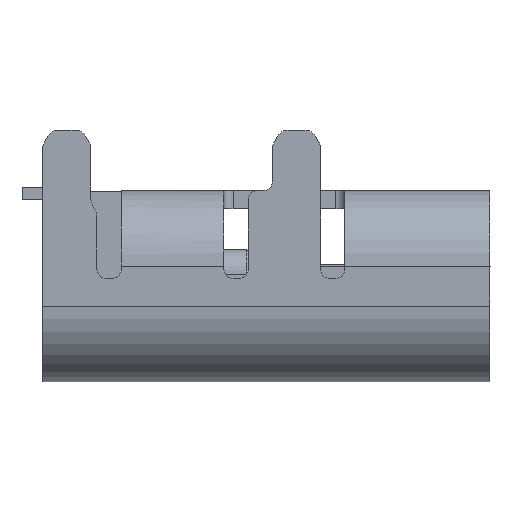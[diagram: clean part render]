
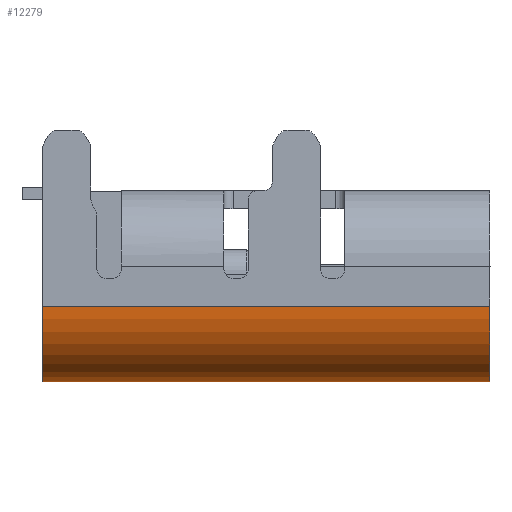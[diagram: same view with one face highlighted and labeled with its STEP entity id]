
A CAD part, left-side view. The second image highlights one B-rep face of the part: STEP entity #12279.
In plain terms, the highlighted cylindrical face has radius 1.25 mm (diameter 2.5 mm), a partial arc.
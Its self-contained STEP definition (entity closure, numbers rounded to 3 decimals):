
#468=DIRECTION('',(0.,-1.,0.));
#469=VECTOR('',#468,7.4);
#470=CARTESIAN_POINT('',(-8.515,-5.1,9.54));
#471=LINE('',#470,#469);
#472=DIRECTION('',(0.,1.,0.));
#473=VECTOR('',#472,7.4);
#474=CARTESIAN_POINT('',(-7.265,-12.5,8.29));
#475=LINE('',#474,#473);
#3268=CARTESIAN_POINT('',(-7.265,-12.5,
9.54));
#3269=DIRECTION('',(0.,1.,0.));
#3270=DIRECTION('',(0.,0.,-1.));
#3271=AXIS2_PLACEMENT_3D('',#3268,#3269,#3270);
#4234=CARTESIAN_POINT('',(-7.265,-5.1,
9.54));
#4235=DIRECTION('',(0.,-1.,0.));
#4236=DIRECTION('',(-1.,0.,0.));
#4237=AXIS2_PLACEMENT_3D('',#4234,#4235,#4236);
#10581=CARTESIAN_POINT('',(-7.265,-12.5,
8.29));
#10582=CARTESIAN_POINT('',(-7.265,-5.1,
8.29));
#10583=VERTEX_POINT('',#10581);
#10584=VERTEX_POINT('',#10582);
#10629=CARTESIAN_POINT('',(-8.515,-5.1,
9.54));
#10630=CARTESIAN_POINT('',(-8.515,-12.5,
9.54));
#10631=VERTEX_POINT('',#10629);
#10632=VERTEX_POINT('',#10630);
#12265=CARTESIAN_POINT('',(-7.265,6056930.091,
9.54));
#12266=DIRECTION('',(0.,-1.,0.));
#12267=DIRECTION('',(1.,0.,0.));
#12268=AXIS2_PLACEMENT_3D('',#12265,#12266,#12267);
#12269=CYLINDRICAL_SURFACE('',#12268,1.25);
#12271=ORIENTED_EDGE('',*,*,#12270,.T.);
#12273=ORIENTED_EDGE('',*,*,#12272,.F.);
#12274=ORIENTED_EDGE('',*,*,#12194,.T.);
#12276=ORIENTED_EDGE('',*,*,#12275,.F.);
#12277=EDGE_LOOP('',(#12271,#12273,#12274,#12276));
#12278=FACE_OUTER_BOUND('',#12277,.F.);
#3272=CIRCLE('',#3271,1.25);
#4238=CIRCLE('',#4237,1.25);
#12194=EDGE_CURVE('',#10583,#10584,#475,.T.);
#12270=EDGE_CURVE('',#10631,#10632,#471,.T.);
#12272=EDGE_CURVE('',#10583,#10632,#3272,.T.);
#12275=EDGE_CURVE('',#10631,#10584,#4238,.T.);
#12279=ADVANCED_FACE('',(#12278),#12269,.T.);
